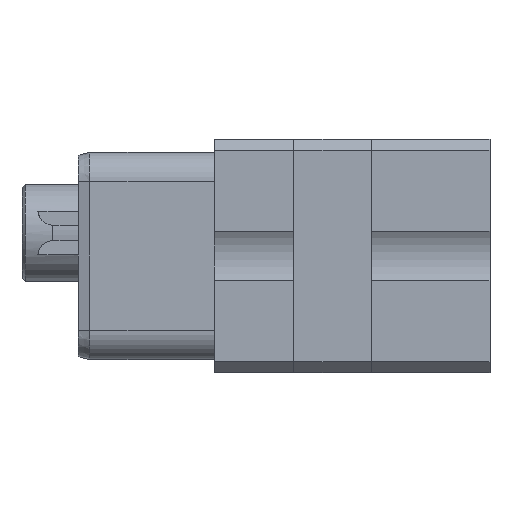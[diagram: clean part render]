
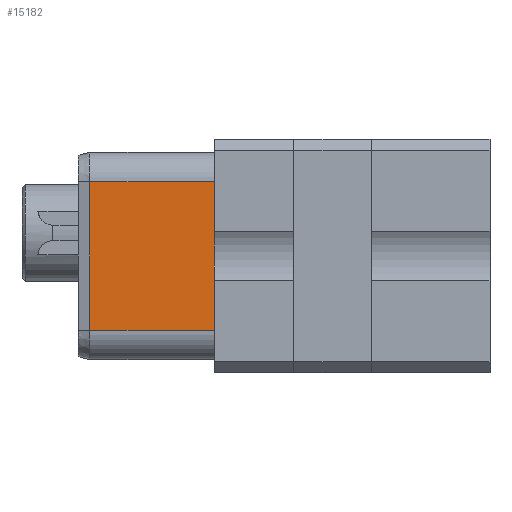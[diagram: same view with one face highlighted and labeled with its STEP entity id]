
A CAD part, left-side view. The second image highlights one B-rep face of the part: STEP entity #15182.
In plain terms, the highlighted planar face has unit normal (-1, 0, 0).
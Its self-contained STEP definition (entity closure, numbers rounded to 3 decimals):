
#114=DIRECTION('',(0.,0.,1.));
#115=VECTOR('',#114,9.61);
#116=CARTESIAN_POINT('',(-20.941,0.026,-4.805));
#117=LINE('',#116,#115);
#3649=DIRECTION('',(0.,0.,1.));
#3650=VECTOR('',#3649,9.61);
#3651=CARTESIAN_POINT('',(-20.941,8.113,-4.805));
#3652=LINE('',#3651,#3650);
#3662=DIRECTION('',(0.,1.,0.));
#3663=VECTOR('',#3662,8.087);
#3664=CARTESIAN_POINT('',(-20.941,0.026,4.805));
#3665=LINE('',#3664,#3663);
#3704=DIRECTION('',(0.,1.,0.));
#3705=VECTOR('',#3704,8.087);
#3706=CARTESIAN_POINT('',(-20.941,0.026,-4.805));
#3707=LINE('',#3706,#3705);
#9852=CARTESIAN_POINT('',(-20.941,0.026,-4.805));
#9854=VERTEX_POINT('',#9852);
#9857=CARTESIAN_POINT('',(-20.941,0.026,4.805));
#9859=VERTEX_POINT('',#9857);
#9884=CARTESIAN_POINT('',(-20.941,8.113,-4.805));
#9885=CARTESIAN_POINT('',(-20.941,8.113,4.805));
#9886=VERTEX_POINT('',#9884);
#9887=VERTEX_POINT('',#9885);
#15169=CARTESIAN_POINT('',(-20.941,0.,-6.705));
#15170=DIRECTION('',(-1.,0.,0.));
#15171=DIRECTION('',(0.,0.,1.));
#15172=AXIS2_PLACEMENT_3D('',#15169,#15170,#15171);
#15173=PLANE('',#15172);
#15174=ORIENTED_EDGE('',*,*,#15163,.T.);
#15176=ORIENTED_EDGE('',*,*,#15175,.F.);
#15177=ORIENTED_EDGE('',*,*,#11990,.F.);
#15179=ORIENTED_EDGE('',*,*,#15178,.T.);
#15180=EDGE_LOOP('',(#15174,#15176,#15177,#15179));
#15181=FACE_OUTER_BOUND('',#15180,.F.);
#15182=ADVANCED_FACE('',(#15181),#15173,.T.);
#11990=EDGE_CURVE('',#9854,#9859,#117,.T.);
#15163=EDGE_CURVE('',#9886,#9887,#3652,.T.);
#15175=EDGE_CURVE('',#9859,#9887,#3665,.T.);
#15178=EDGE_CURVE('',#9854,#9886,#3707,.T.);
